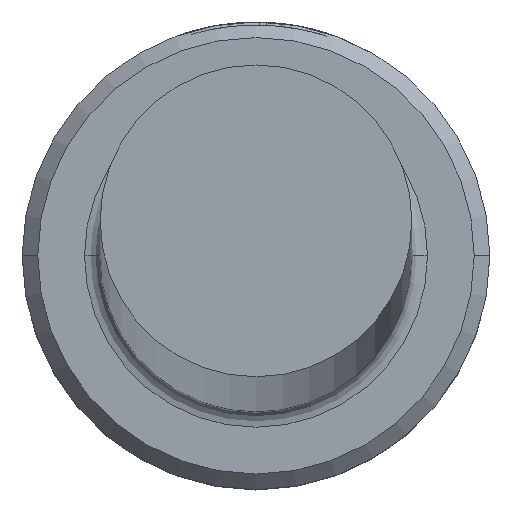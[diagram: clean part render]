
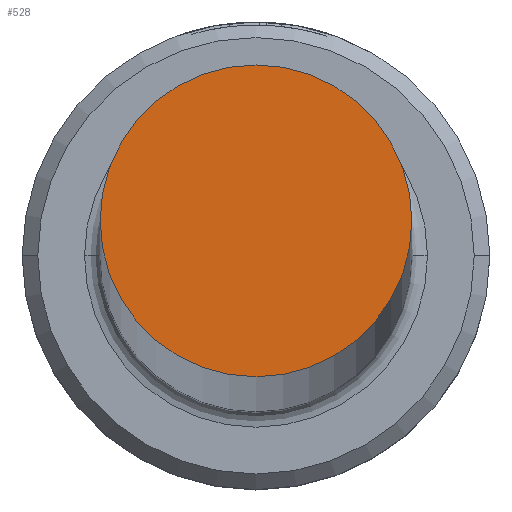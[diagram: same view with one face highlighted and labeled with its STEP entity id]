
A CAD part, top view. The second image highlights one B-rep face of the part: STEP entity #528.
In plain terms, the highlighted planar face has unit normal (0, 0, 1).
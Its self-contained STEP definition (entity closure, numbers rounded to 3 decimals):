
#8 = CIRCLE ( 'NONE', #315, 5. ) ;
#36 = DIRECTION ( 'NONE',  ( 1., 0., 0. ) ) ;
#58 = FACE_OUTER_BOUND ( 'NONE', #189, .T. ) ;
#136 = CARTESIAN_POINT ( 'NONE',  ( 0., 0., 650. ) ) ;
#189 = EDGE_LOOP ( 'NONE', ( #218, #1087 ) ) ;
#218 = ORIENTED_EDGE ( 'NONE', *, *, #718, .T. ) ;
#225 = DIRECTION ( 'NONE',  ( 1., 0., 0. ) ) ;
#295 = DIRECTION ( 'NONE',  ( 0., 0., 1. ) ) ;
#315 = AXIS2_PLACEMENT_3D ( 'NONE', #136, #781, #225 ) ;
#528 = ADVANCED_FACE ( 'NONE', ( #58 ), #1027, .T. ) ;
#569 = CARTESIAN_POINT ( 'NONE',  ( 0., 0., 650. ) ) ;
#601 = DIRECTION ( 'NONE',  ( 0., 0., 1. ) ) ;
#668 = EDGE_CURVE ( 'NONE', #842, #685, #1199, .T. ) ;
#685 = VERTEX_POINT ( 'NONE', #957 ) ;
#718 = EDGE_CURVE ( 'NONE', #685, #842, #8, .T. ) ;
#781 = DIRECTION ( 'NONE',  ( 0., 0., 1. ) ) ;
#811 = CARTESIAN_POINT ( 'NONE',  ( 5., 0., 650. ) ) ;
#837 = AXIS2_PLACEMENT_3D ( 'NONE', #569, #295, #937 ) ;
#842 = VERTEX_POINT ( 'NONE', #811 ) ;
#937 = DIRECTION ( 'NONE',  ( 1., 0., 0. ) ) ;
#957 = CARTESIAN_POINT ( 'NONE',  ( -5., 0., 650. ) ) ;
#1027 = PLANE ( 'NONE',  #837 ) ;
#1068 = AXIS2_PLACEMENT_3D ( 'NONE', #1139, #601, #36 ) ;
#1087 = ORIENTED_EDGE ( 'NONE', *, *, #668, .T. ) ;
#1139 = CARTESIAN_POINT ( 'NONE',  ( 0., 0., 650. ) ) ;
#1199 = CIRCLE ( 'NONE', #1068, 5. ) ;
